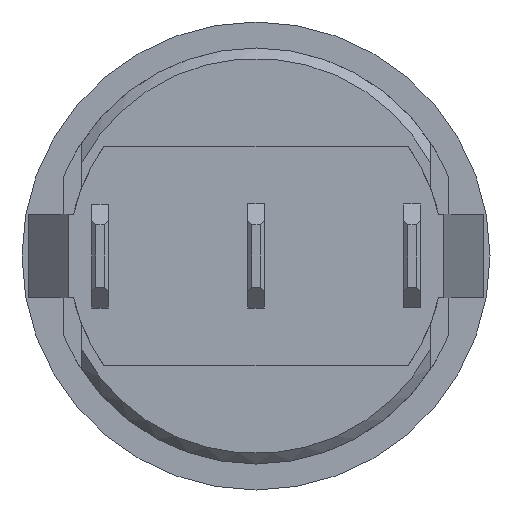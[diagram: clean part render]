
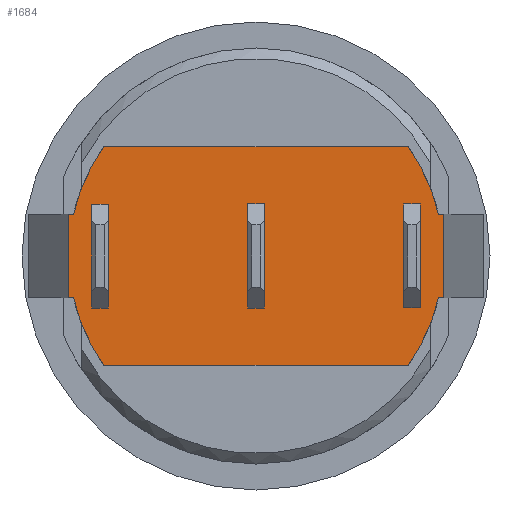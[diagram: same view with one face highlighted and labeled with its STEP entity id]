
A CAD part, left-side view. The second image highlights one B-rep face of the part: STEP entity #1684.
In plain terms, the highlighted planar face has unit normal (-1, 0, 0).
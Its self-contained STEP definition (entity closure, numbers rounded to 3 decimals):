
#345=CARTESIAN_POINT('',(0.,0.4,2.5));
#346=VERTEX_POINT('',#345);
#353=CARTESIAN_POINT('',(0.,0.4,-2.5));
#354=VERTEX_POINT('',#353);
#355=CARTESIAN_POINT('',(0.,0.4,-2.5));
#356=DIRECTION('',(0.0,0.0,1.0));
#357=VECTOR('',#356,5.0);
#358=LINE('',#355,#357);
#359=EDGE_CURVE('',#354,#346,#358,.T.);
#538=CARTESIAN_POINT('',(0.,-7.1,2.5));
#539=VERTEX_POINT('',#538);
#546=CARTESIAN_POINT('',(0.,-7.1,-2.5));
#547=VERTEX_POINT('',#546);
#548=CARTESIAN_POINT('',(0.,-7.1,-2.5));
#549=DIRECTION('',(0.0,0.0,1.0));
#550=VECTOR('',#549,5.0);
#551=LINE('',#548,#550);
#552=EDGE_CURVE('',#547,#539,#551,.T.);
#634=CARTESIAN_POINT('',(0.,-0.4,-2.5));
#635=VERTEX_POINT('',#634);
#642=CARTESIAN_POINT('',(0.,-0.4,2.5));
#643=VERTEX_POINT('',#642);
#644=CARTESIAN_POINT('',(0.,-0.4,2.5));
#645=DIRECTION('',(0.0,0.0,-1.0));
#646=VECTOR('',#645,5.0);
#647=LINE('',#644,#646);
#648=EDGE_CURVE('',#643,#635,#647,.T.);
#678=CARTESIAN_POINT('',(0.,-0.4,-2.5));
#679=DIRECTION('',(0.0,1.0,0.0));
#680=VECTOR('',#679,0.8);
#681=LINE('',#678,#680);
#682=EDGE_CURVE('',#635,#354,#681,.T.);
#702=CARTESIAN_POINT('',(0.,7.9,2.5));
#703=VERTEX_POINT('',#702);
#710=CARTESIAN_POINT('',(0.,7.9,-2.5));
#711=VERTEX_POINT('',#710);
#712=CARTESIAN_POINT('',(0.,7.9,-2.5));
#713=DIRECTION('',(0.0,0.0,1.0));
#714=VECTOR('',#713,5.0);
#715=LINE('',#712,#714);
#716=EDGE_CURVE('',#711,#703,#715,.T.);
#824=CARTESIAN_POINT('',(0.,7.1,-2.5));
#825=VERTEX_POINT('',#824);
#826=CARTESIAN_POINT('',(0.,7.1,-2.5));
#827=DIRECTION('',(0.0,1.0,0.0));
#828=VECTOR('',#827,0.8);
#829=LINE('',#826,#828);
#830=EDGE_CURVE('',#825,#711,#829,.T.);
#847=CARTESIAN_POINT('',(0.,7.1,2.5));
#848=VERTEX_POINT('',#847);
#855=CARTESIAN_POINT('',(0.,7.9,2.5));
#856=DIRECTION('',(0.0,-1.0,0.0));
#857=VECTOR('',#856,0.8);
#858=LINE('',#855,#857);
#859=EDGE_CURVE('',#703,#848,#858,.T.);
#873=CARTESIAN_POINT('',(0.,7.1,2.5));
#874=DIRECTION('',(0.0,0.0,-1.0));
#875=VECTOR('',#874,5.0);
#876=LINE('',#873,#875);
#877=EDGE_CURVE('',#848,#825,#876,.T.);
#894=CARTESIAN_POINT('',(0.,0.4,2.5));
#895=DIRECTION('',(0.0,-1.0,0.0));
#896=VECTOR('',#895,0.8);
#897=LINE('',#894,#896);
#898=EDGE_CURVE('',#346,#643,#897,.T.);
#911=CARTESIAN_POINT('',(0.,-7.9,-2.5));
#912=VERTEX_POINT('',#911);
#913=CARTESIAN_POINT('',(0.,-7.9,-2.5));
#914=DIRECTION('',(0.0,1.0,0.0));
#915=VECTOR('',#914,0.8);
#916=LINE('',#913,#915);
#917=EDGE_CURVE('',#912,#547,#916,.T.);
#934=CARTESIAN_POINT('',(0.,-7.9,2.5));
#935=VERTEX_POINT('',#934);
#942=CARTESIAN_POINT('',(0.,-7.1,2.5));
#943=DIRECTION('',(0.0,-1.0,0.0));
#944=VECTOR('',#943,0.8);
#945=LINE('',#942,#944);
#946=EDGE_CURVE('',#539,#935,#945,.T.);
#960=CARTESIAN_POINT('',(0.,-7.9,2.5));
#961=DIRECTION('',(0.0,0.0,-1.0));
#962=VECTOR('',#961,5.0);
#963=LINE('',#960,#962);
#964=EDGE_CURVE('',#935,#912,#963,.T.);
#981=CARTESIAN_POINT('',(0.0,-8.775,-2.0));
#982=VERTEX_POINT('',#981);
#1029=CARTESIAN_POINT('',(0.,-9.032,-2.0));
#1030=VERTEX_POINT('',#1029);
#1037=CARTESIAN_POINT('',(0.,-8.775,-2.0));
#1038=DIRECTION('',(0.0,-1.0,0.0));
#1039=VECTOR('',#1038,0.257);
#1040=LINE('',#1037,#1039);
#1041=EDGE_CURVE('',#982,#1030,#1040,.T.);
#1051=CARTESIAN_POINT('',(0.,-9.032,2.0));
#1052=VERTEX_POINT('',#1051);
#1053=CARTESIAN_POINT('',(0.,-9.032,-2.0));
#1054=DIRECTION('',(0.0,0.0,1.0));
#1055=VECTOR('',#1054,4.0);
#1056=LINE('',#1053,#1055);
#1057=EDGE_CURVE('',#1030,#1052,#1056,.T.);
#1161=CARTESIAN_POINT('',(0.,-8.775,2.0));
#1162=VERTEX_POINT('',#1161);
#1171=CARTESIAN_POINT('',(0.,-9.032,2.0));
#1172=DIRECTION('',(0.0,1.0,0.0));
#1173=VECTOR('',#1172,0.257);
#1174=LINE('',#1171,#1173);
#1175=EDGE_CURVE('',#1052,#1162,#1174,.T.);
#1237=CARTESIAN_POINT('',(0.,-7.31,-5.25));
#1238=VERTEX_POINT('',#1237);
#1239=CARTESIAN_POINT('',(0.0,0.0,0.0));
#1240=DIRECTION('',(1.0,0.0,0.0));
#1241=DIRECTION('',(0.0,1.0,0.0));
#1242=AXIS2_PLACEMENT_3D('',#1239,#1240,#1241);
#1243=CIRCLE('',#1242,9.0);
#1244=EDGE_CURVE('',#982,#1238,#1243,.T.);
#1297=CARTESIAN_POINT('',(0.,-7.31,5.25));
#1298=VERTEX_POINT('',#1297);
#1305=CARTESIAN_POINT('',(0.0,0.0,0.0));
#1306=DIRECTION('',(1.0,0.0,0.0));
#1307=DIRECTION('',(0.0,1.0,0.0));
#1308=AXIS2_PLACEMENT_3D('',#1305,#1306,#1307);
#1309=CIRCLE('',#1308,9.0);
#1310=EDGE_CURVE('',#1298,#1162,#1309,.T.);
#1368=CARTESIAN_POINT('',(0.0,8.775,-2.0));
#1369=VERTEX_POINT('',#1368);
#1376=CARTESIAN_POINT('',(0.,9.032,-2.0));
#1377=VERTEX_POINT('',#1376);
#1378=CARTESIAN_POINT('',(0.,8.775,-2.0));
#1379=DIRECTION('',(0.0,1.0,0.0));
#1380=VECTOR('',#1379,0.257);
#1381=LINE('',#1378,#1380);
#1382=EDGE_CURVE('',#1369,#1377,#1381,.T.);
#1423=CARTESIAN_POINT('',(0.,9.032,2.0));
#1424=VERTEX_POINT('',#1423);
#1425=CARTESIAN_POINT('',(0.,9.032,-2.0));
#1426=DIRECTION('',(0.0,0.0,1.0));
#1427=VECTOR('',#1426,4.0);
#1428=LINE('',#1425,#1427);
#1429=EDGE_CURVE('',#1377,#1424,#1428,.T.);
#1520=CARTESIAN_POINT('',(0.,8.775,2.0));
#1521=VERTEX_POINT('',#1520);
#1522=CARTESIAN_POINT('',(0.,9.032,2.0));
#1523=DIRECTION('',(0.0,-1.0,0.0));
#1524=VECTOR('',#1523,0.257);
#1525=LINE('',#1522,#1524);
#1526=EDGE_CURVE('',#1424,#1521,#1525,.T.);
#1569=CARTESIAN_POINT('',(0.,7.31,-5.25));
#1570=VERTEX_POINT('',#1569);
#1577=CARTESIAN_POINT('',(0.0,0.0,0.0));
#1578=DIRECTION('',(1.0,0.0,0.0));
#1579=DIRECTION('',(0.0,1.0,0.0));
#1580=AXIS2_PLACEMENT_3D('',#1577,#1578,#1579);
#1581=CIRCLE('',#1580,9.0);
#1582=EDGE_CURVE('',#1570,#1369,#1581,.T.);
#1593=CARTESIAN_POINT('',(0.,7.31,5.25));
#1594=VERTEX_POINT('',#1593);
#1595=CARTESIAN_POINT('',(0.0,0.0,0.0));
#1596=DIRECTION('',(1.0,0.0,0.0));
#1597=DIRECTION('',(0.0,1.0,0.0));
#1598=AXIS2_PLACEMENT_3D('',#1595,#1596,#1597);
#1599=CIRCLE('',#1598,9.0);
#1600=EDGE_CURVE('',#1521,#1594,#1599,.T.);
#1637=CARTESIAN_POINT('',(0.,4.5,0.0));
#1638=DIRECTION('',(-1.0,0.0,0.0));
#1639=DIRECTION('',(0.0,0.0,1.0));
#1640=AXIS2_PLACEMENT_3D('',#1637,#1638,#1639);
#1641=PLANE('',#1640);
#1642=ORIENTED_EDGE('',*,*,#1310,.F.);
#1643=CARTESIAN_POINT('',(0.,-7.31,5.25));
#1644=DIRECTION('',(0.0,1.0,0.0));
#1645=VECTOR('',#1644,14.62);
#1646=LINE('',#1643,#1645);
#1647=EDGE_CURVE('',#1298,#1594,#1646,.T.);
#1648=ORIENTED_EDGE('',*,*,#1647,.T.);
#1649=ORIENTED_EDGE('',*,*,#1600,.F.);
#1650=ORIENTED_EDGE('',*,*,#1526,.F.);
#1651=ORIENTED_EDGE('',*,*,#1429,.F.);
#1652=ORIENTED_EDGE('',*,*,#1382,.F.);
#1653=ORIENTED_EDGE('',*,*,#1582,.F.);
#1654=CARTESIAN_POINT('',(0.,7.31,-5.25));
#1655=DIRECTION('',(0.0,-1.0,0.0));
#1656=VECTOR('',#1655,14.62);
#1657=LINE('',#1654,#1656);
#1658=EDGE_CURVE('',#1570,#1238,#1657,.T.);
#1659=ORIENTED_EDGE('',*,*,#1658,.T.);
#1660=ORIENTED_EDGE('',*,*,#1244,.F.);
#1661=ORIENTED_EDGE('',*,*,#1041,.T.);
#1662=ORIENTED_EDGE('',*,*,#1057,.T.);
#1663=ORIENTED_EDGE('',*,*,#1175,.T.);
#1664=EDGE_LOOP('',(#1642,#1648,#1649,#1650,#1651,#1652,#1653,#1659,#1660,#1661,#1662,#1663));
#1665=FACE_OUTER_BOUND('',#1664,.T.);
#1666=ORIENTED_EDGE('',*,*,#830,.T.);
#1667=ORIENTED_EDGE('',*,*,#716,.T.);
#1668=ORIENTED_EDGE('',*,*,#859,.T.);
#1669=ORIENTED_EDGE('',*,*,#877,.T.);
#1670=EDGE_LOOP('',(#1666,#1667,#1668,#1669));
#1671=FACE_BOUND('',#1670,.T.);
#1672=ORIENTED_EDGE('',*,*,#682,.T.);
#1673=ORIENTED_EDGE('',*,*,#359,.T.);
#1674=ORIENTED_EDGE('',*,*,#898,.T.);
#1675=ORIENTED_EDGE('',*,*,#648,.T.);
#1676=EDGE_LOOP('',(#1672,#1673,#1674,#1675));
#1677=FACE_BOUND('',#1676,.T.);
#1678=ORIENTED_EDGE('',*,*,#917,.T.);
#1679=ORIENTED_EDGE('',*,*,#552,.T.);
#1680=ORIENTED_EDGE('',*,*,#946,.T.);
#1681=ORIENTED_EDGE('',*,*,#964,.T.);
#1682=EDGE_LOOP('',(#1678,#1679,#1680,#1681));
#1683=FACE_BOUND('',#1682,.T.);
#1684=ADVANCED_FACE('',(#1665,#1671,#1677,#1683),#1641,.T.);
